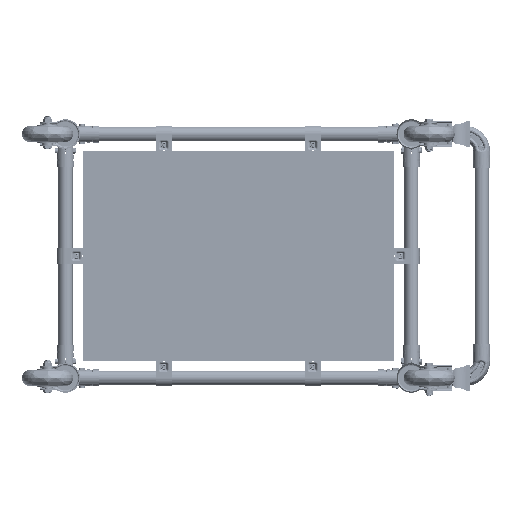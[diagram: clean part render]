
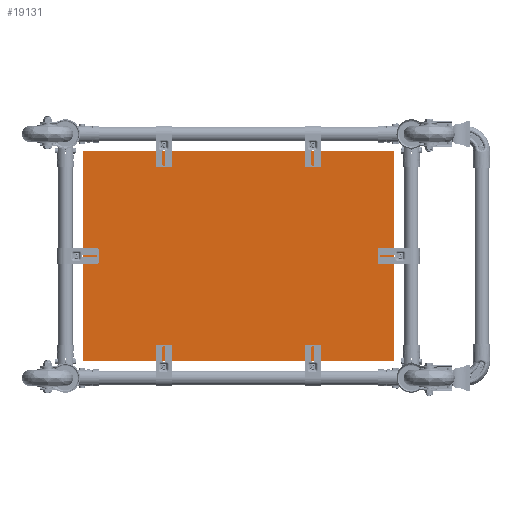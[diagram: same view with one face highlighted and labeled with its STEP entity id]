
A CAD part, front view. The second image highlights one B-rep face of the part: STEP entity #19131.
In plain terms, the highlighted face is planar.
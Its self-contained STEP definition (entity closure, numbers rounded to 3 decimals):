
#4888 = LINE ( 'NONE', #163649, #86047 ) ;
#8830 = VERTEX_POINT ( 'NONE', #92778 ) ;
#14607 = CARTESIAN_POINT ( 'NONE',  ( 305., 205., -16. ) ) ;
#15673 = VECTOR ( 'NONE', #68128, 1000. ) ;
#16221 = PLANE ( 'NONE',  #163575 ) ;
#17927 = DIRECTION ( 'NONE',  ( 1., 0., 0. ) ) ;
#17947 = DIRECTION ( 'NONE',  ( 0., 1., 0. ) ) ;
#19131 = ADVANCED_FACE ( 'NONE', ( #31025 ), #16221, .F. ) ;
#25412 = DIRECTION ( 'NONE',  ( 1., 0., 0. ) ) ;
#26262 = CARTESIAN_POINT ( 'NONE',  ( -305., -205., -16. ) ) ;
#30273 = EDGE_CURVE ( 'NONE', #157366, #125853, #81185, .T. ) ;
#31025 = FACE_OUTER_BOUND ( 'NONE', #170646, .T. ) ;
#33782 = EDGE_CURVE ( 'NONE', #34525, #8830, #81192, .T. ) ;
#34525 = VERTEX_POINT ( 'NONE', #137783 ) ;
#54324 = CARTESIAN_POINT ( 'NONE',  ( -305., 205., -16. ) ) ;
#58702 = ORIENTED_EDGE ( 'NONE', *, *, #93315, .F. ) ;
#63820 = LINE ( 'NONE', #64675, #94133 ) ;
#64675 = CARTESIAN_POINT ( 'NONE',  ( -305., 205., -16. ) ) ;
#68128 = DIRECTION ( 'NONE',  ( -1., 0., 0. ) ) ;
#74334 = DIRECTION ( 'NONE',  ( 0., -1., 0. ) ) ;
#81185 = LINE ( 'NONE', #117860, #15673 ) ;
#81192 = LINE ( 'NONE', #26262, #92424 ) ;
#86047 = VECTOR ( 'NONE', #17947, 1000. ) ;
#92424 = VECTOR ( 'NONE', #25412, 1000. ) ;
#92778 = CARTESIAN_POINT ( 'NONE',  ( 305., -205., -16. ) ) ;
#93315 = EDGE_CURVE ( 'NONE', #8830, #157366, #4888, .T. ) ;
#94133 = VECTOR ( 'NONE', #74334, 1000. ) ;
#99074 = ORIENTED_EDGE ( 'NONE', *, *, #30273, .F. ) ;
#117860 = CARTESIAN_POINT ( 'NONE',  ( -305., 205., -16. ) ) ;
#122633 = CARTESIAN_POINT ( 'NONE',  ( 0., 0., -16. ) ) ;
#125853 = VERTEX_POINT ( 'NONE', #54324 ) ;
#130366 = ORIENTED_EDGE ( 'NONE', *, *, #33782, .F. ) ;
#137448 = DIRECTION ( 'NONE',  ( 0., 0., 1. ) ) ;
#137783 = CARTESIAN_POINT ( 'NONE',  ( -305., -205., -16. ) ) ;
#145050 = ORIENTED_EDGE ( 'NONE', *, *, #166154, .F. ) ;
#157366 = VERTEX_POINT ( 'NONE', #14607 ) ;
#163575 = AXIS2_PLACEMENT_3D ( 'NONE', #122633, #137448, #17927 ) ;
#163649 = CARTESIAN_POINT ( 'NONE',  ( 305., 205., -16. ) ) ;
#166154 = EDGE_CURVE ( 'NONE', #125853, #34525, #63820, .T. ) ;
#170646 = EDGE_LOOP ( 'NONE', ( #58702, #130366, #145050, #99074 ) ) ;
